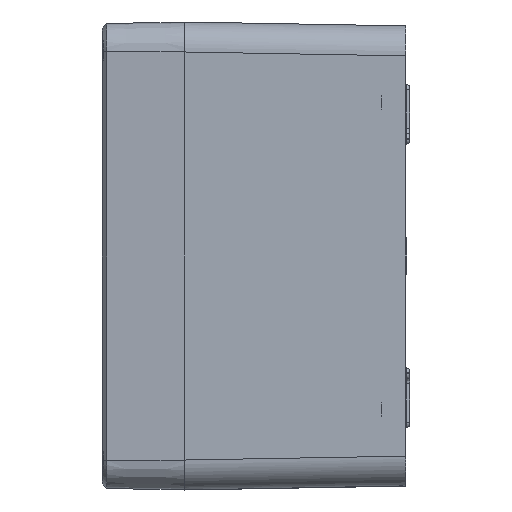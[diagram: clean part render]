
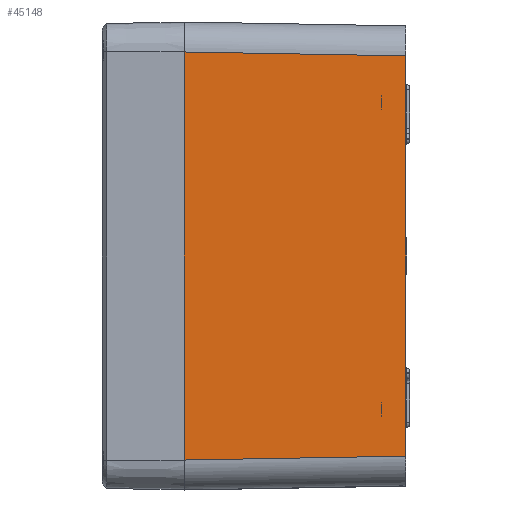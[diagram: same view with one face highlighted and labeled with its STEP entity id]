
A CAD part, left-side view. The second image highlights one B-rep face of the part: STEP entity #45148.
In plain terms, the highlighted planar face has unit normal (-1, -0.018, 0).
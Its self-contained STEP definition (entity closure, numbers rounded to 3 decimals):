
#1182 = VERTEX_POINT ( 'NONE', #50888 ) ;
#1632 = EDGE_CURVE ( 'NONE', #11489, #18635, #23654, .T. ) ;
#1835 = CARTESIAN_POINT ( 'NONE',  ( -181.017, -1.87, -54.45 ) ) ;
#2435 = LINE ( 'NONE', #3222, #29075 ) ;
#3222 = CARTESIAN_POINT ( 'NONE',  ( -181.019, -1.8, -54.451 ) ) ;
#3670 = ORIENTED_EDGE ( 'NONE', *, *, #39635, .T. ) ;
#5452 = ORIENTED_EDGE ( 'NONE', *, *, #17267, .T. ) ;
#5861 = LINE ( 'NONE', #9009, #28340 ) ;
#6335 = CARTESIAN_POINT ( 'NONE',  ( -181.05, 0., -66.603 ) ) ;
#6772 = EDGE_CURVE ( 'NONE', #29552, #26230, #5861, .T. ) ;
#7125 = DIRECTION ( 'NONE',  ( 0., 0., 1. ) ) ;
#8989 = CARTESIAN_POINT ( 'NONE',  ( -179.985, -61., 53.418 ) ) ;
#9009 = CARTESIAN_POINT ( 'NONE',  ( -181.019, -1.8, -66.603 ) ) ;
#10498 = CARTESIAN_POINT ( 'NONE',  ( -181.018, -1.847, 54.45 ) ) ;
#11489 = VERTEX_POINT ( 'NONE', #23674 ) ;
#13234 = EDGE_CURVE ( 'NONE', #29552, #1182, #50502, .T. ) ;
#13311 = ORIENTED_EDGE ( 'NONE', *, *, #13234, .F. ) ;
#13880 = VERTEX_POINT ( 'NONE', #1835 ) ;
#14019 = CARTESIAN_POINT ( 'NONE',  ( -181.017, -1.87, -54.45 ) ) ;
#14196 = PLANE ( 'NONE',  #33343 ) ;
#14446 = CARTESIAN_POINT ( 'NONE',  ( -181.018, -1.823, 54.451 ) ) ;
#16771 = ORIENTED_EDGE ( 'NONE', *, *, #6772, .T. ) ;
#17267 = EDGE_CURVE ( 'NONE', #13880, #11489, #21905, .T. ) ;
#18635 = VERTEX_POINT ( 'NONE', #8989 ) ;
#21905 = LINE ( 'NONE', #14019, #30428 ) ;
#23255 = CARTESIAN_POINT ( 'NONE',  ( -181.019, -1.8, -54.451 ) ) ;
#23654 = LINE ( 'NONE', #39680, #33957 ) ;
#23674 = CARTESIAN_POINT ( 'NONE',  ( -179.985, -61., -53.418 ) ) ;
#25325 = LINE ( 'NONE', #32948, #33349 ) ;
#26230 = VERTEX_POINT ( 'NONE', #23255 ) ;
#27638 = DIRECTION ( 'NONE',  ( 0.017, -1., 0.012 ) ) ;
#28340 = VECTOR ( 'NONE', #36865, 1000. ) ;
#29075 = VECTOR ( 'NONE', #27638, 1000. ) ;
#29552 = VERTEX_POINT ( 'NONE', #32944 ) ;
#30428 = VECTOR ( 'NONE', #38194, 1000. ) ;
#32944 = CARTESIAN_POINT ( 'NONE',  ( -181.019, -1.8, 54.451 ) ) ;
#32948 = CARTESIAN_POINT ( 'NONE',  ( -181.011, -2.23, 54.444 ) ) ;
#33343 = AXIS2_PLACEMENT_3D ( 'NONE', #6335, #51408, #42046 ) ;
#33349 = VECTOR ( 'NONE', #49454, 1000. ) ;
#33957 = VECTOR ( 'NONE', #7125, 1000. ) ;
#34683 = CARTESIAN_POINT ( 'NONE',  ( -181.019, -1.8, 54.451 ) ) ;
#35416 = FACE_OUTER_BOUND ( 'NONE', #39817, .T. ) ;
#36865 = DIRECTION ( 'NONE',  ( 0., 0., -1. ) ) ;
#38194 = DIRECTION ( 'NONE',  ( 0.017, -1., 0.017 ) ) ;
#39635 = EDGE_CURVE ( 'NONE', #26230, #13880, #2435, .T. ) ;
#39680 = CARTESIAN_POINT ( 'NONE',  ( -179.985, -61., -66.603 ) ) ;
#39817 = EDGE_LOOP ( 'NONE', ( #13311, #16771, #3670, #5452, #41261, #49569 ) ) ;
#41261 = ORIENTED_EDGE ( 'NONE', *, *, #1632, .T. ) ;
#41472 = EDGE_CURVE ( 'NONE', #1182, #18635, #25325, .T. ) ;
#42046 = DIRECTION ( 'NONE',  ( 0.017, -1., 0. ) ) ;
#45148 = ADVANCED_FACE ( 'NONE', ( #35416 ), #14196, .T. ) ;
#49454 = DIRECTION ( 'NONE',  ( 0.017, -1., -0.017 ) ) ;
#49569 = ORIENTED_EDGE ( 'NONE', *, *, #41472, .F. ) ;
#50502 = B_SPLINE_CURVE_WITH_KNOTS ( 'NONE', 3,
 ( #34683, #14446, #10498, #50663 ),
 .UNSPECIFIED., .F., .F.,
 ( 4, 4 ),
 ( 0., 1. ),
 .UNSPECIFIED. ) ;
#50663 = CARTESIAN_POINT ( 'NONE',  ( -181.017, -1.87, 54.45 ) ) ;
#50888 = CARTESIAN_POINT ( 'NONE',  ( -181.017, -1.87, 54.45 ) ) ;
#51408 = DIRECTION ( 'NONE',  ( -1., -0.017, 0. ) ) ;
